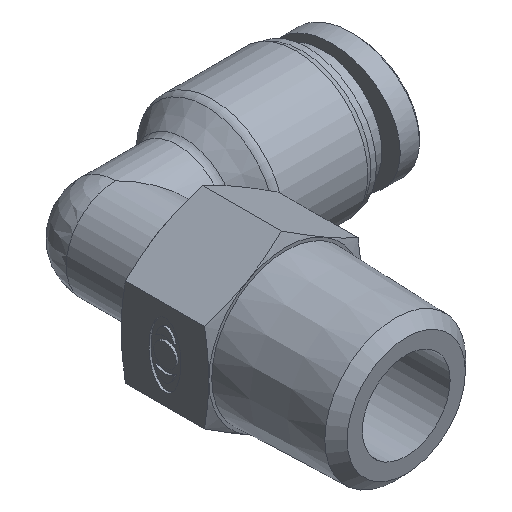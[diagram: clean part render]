
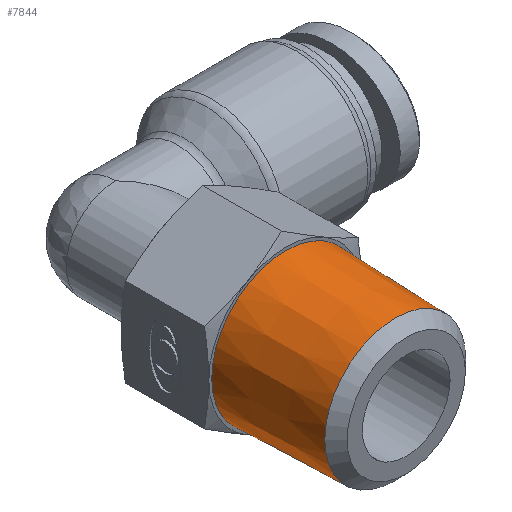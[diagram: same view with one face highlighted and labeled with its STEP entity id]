
A CAD part, isometric view. The second image highlights one B-rep face of the part: STEP entity #7844.
In plain terms, the highlighted conical face has half-angle 1.791 degrees and reference radius 6.562 mm.
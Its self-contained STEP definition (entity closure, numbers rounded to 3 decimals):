
#7793=CARTESIAN_POINT('',(-6.422,-18.,0.));
#7794=VERTEX_POINT('',#7793);
#7795=CARTESIAN_POINT('',(0.0,-18.,0.));
#7796=DIRECTION('',(0.0,-1.0,0.0));
#7797=DIRECTION('',(1.0,0.0,0.0));
#7798=AXIS2_PLACEMENT_3D('',#7795,#7796,#7797);
#7799=CIRCLE('',#7798,6.422);
#7800=EDGE_CURVE('',#7794,#7794,#7799,.T.);
#7825=CARTESIAN_POINT('',(0.0,-13.5,0.0));
#7826=DIRECTION('',(0.0,1.0,0.0));
#7827=DIRECTION('',(-1.0,0.0,0.0));
#7828=AXIS2_PLACEMENT_3D('',#7825,#7826,#7827);
#7829=CONICAL_SURFACE('',#7828,6.563,1.791);
#7830=CARTESIAN_POINT('',(-6.735,-8.,0.0));
#7831=VERTEX_POINT('',#7830);
#7832=CARTESIAN_POINT('',(0.0,-8.,0.0));
#7833=DIRECTION('',(0.0,1.0,0.0));
#7834=DIRECTION('',(-1.0,0.0,0.0));
#7835=AXIS2_PLACEMENT_3D('',#7832,#7833,#7834);
#7836=CIRCLE('',#7835,6.735);
#7837=EDGE_CURVE('',#7831,#7831,#7836,.T.);
#7838=ORIENTED_EDGE('',*,*,#7837,.F.);
#7839=EDGE_LOOP('',(#7838));
#7840=FACE_OUTER_BOUND('',#7839,.T.);
#7841=ORIENTED_EDGE('',*,*,#7800,.F.);
#7842=EDGE_LOOP('',(#7841));
#7843=FACE_BOUND('',#7842,.T.);
#7844=ADVANCED_FACE('',(#7840,#7843),#7829,.T.);
